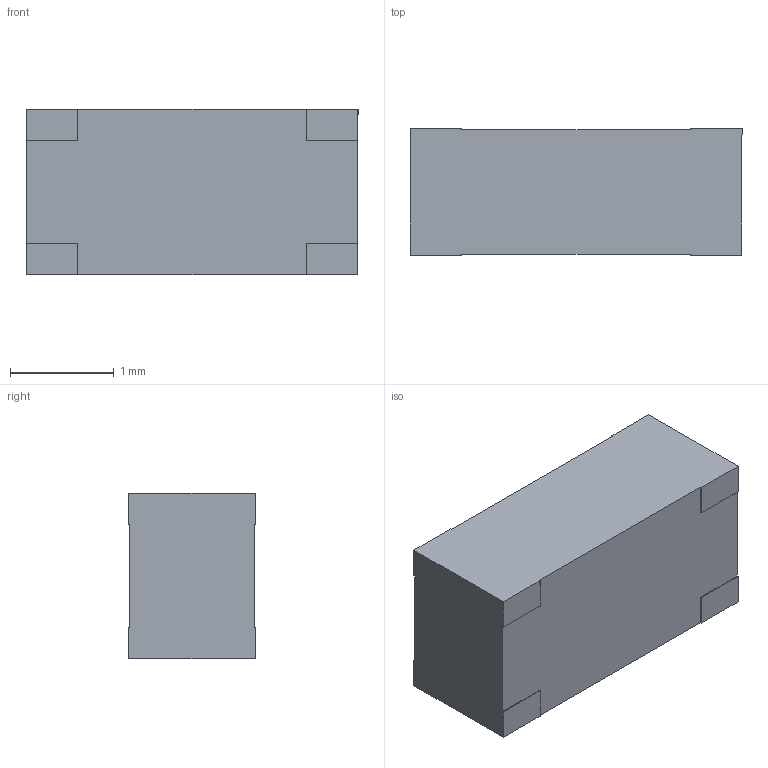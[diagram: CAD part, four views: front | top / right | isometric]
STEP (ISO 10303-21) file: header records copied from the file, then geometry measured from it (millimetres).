
FILE_DESCRIPTION (( 'STEP AP214' ), '1' );
FILE_NAME ('2450AT18D0100.STEP', '2019-07-31T10:48:19', ( '' ), ( '' ), 'SwSTEP 2.0', 'SolidWorks 2018', '' );
FILE_SCHEMA (( 'AUTOMOTIVE_DESIGN' ));
Length unit declared in the file: millimetre
Products named in the file (1): 2450AT18D0100
Bounding box: 3.2 x 1.22 x 1.6 mm (x, y, z)
Volume: 6.2 mm3; surface area: 21.9 mm2
Topology: 1 solids, 1 shells, 35 faces, 96 edges, 64 vertices
Faces by surface type: plane 35
Entity records: 1443 total; most frequent: CARTESIAN_POINT 196, ORIENTED_EDGE 192, DIRECTION 168, EDGE_CURVE 96, VECTOR 96, LINE 96, VERTEX_POINT 64, AXIS2_PLACEMENT_3D 36
